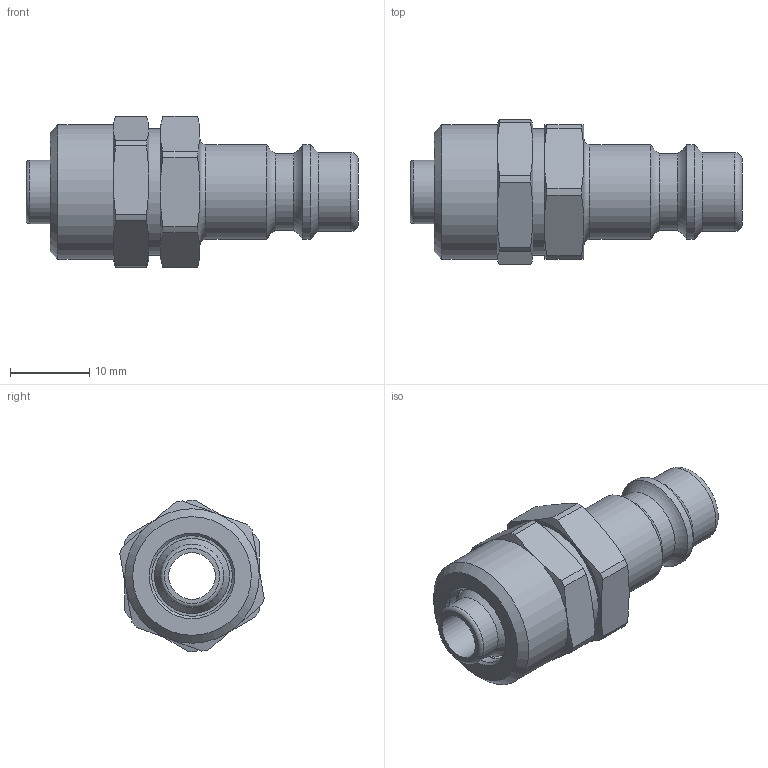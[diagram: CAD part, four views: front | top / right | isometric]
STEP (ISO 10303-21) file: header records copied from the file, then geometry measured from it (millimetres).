
FILE_DESCRIPTION((''),'2;1');
FILE_NAME('26sfko10mxx.stp','2013-06-04T14:50:30',('IA176480'),(''),'Autodesk Inventor 2011','Autodesk Inventor 2011','');
FILE_SCHEMA(('AUTOMOTIVE_DESIGN { 1 0 10303 214 1 1 1 1 }'));
Length unit declared in the file: millimetre
Products named in the file (3): D102976; D102665; D102666
Assembly tree (2 placements, depth 2):
  D102976
    D102665
    D102666
Bounding box: 42 x 18.28 x 19.15 mm (x, y, z)
Volume: 4303 mm3; surface area: 4508.9 mm2
Topology: 2 solids, 2 shells, 87 faces, 189 edges, 110 vertices
Faces by surface type: cone 31, cylinder 26, plane 20, torus 10
Full cylindrical faces by diameter (mm): 5.9 x1, 7.85 x1, 8 x1, 8.45 x1, 9.5 x1, 9.75 x1, 10 x1, 10.2 x1, 12 x2, 14.6 x1, 15.46 x1, 16 x1, 17 x1
Entity records: 2231 total; most frequent: CARTESIAN_POINT 454, DIRECTION 378, ORIENTED_EDGE 314, AXIS2_PLACEMENT_3D 177, EDGE_CURVE 157, EDGE_LOOP 126, VERTEX_POINT 109, FACE_OUTER_BOUND 87
